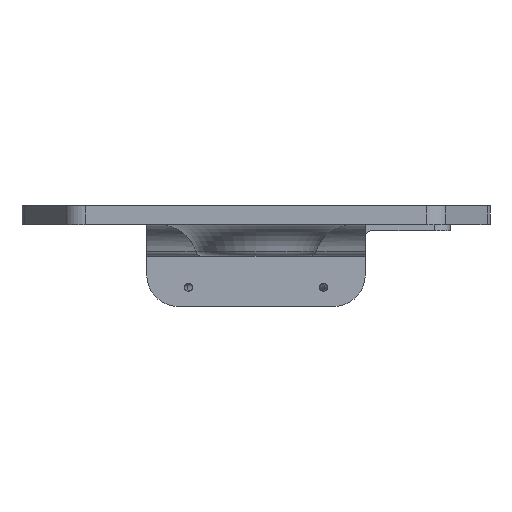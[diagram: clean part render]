
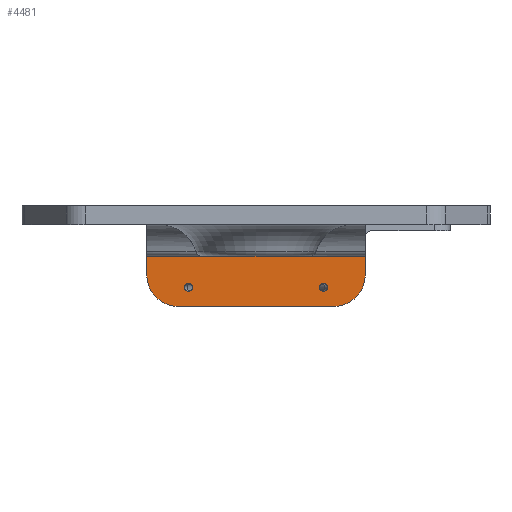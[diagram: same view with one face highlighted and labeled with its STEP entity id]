
A CAD part, front view. The second image highlights one B-rep face of the part: STEP entity #4481.
In plain terms, the highlighted planar face has unit normal (0, -1, 0).
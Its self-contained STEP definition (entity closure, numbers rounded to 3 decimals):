
#23=FACE_BOUND('',#623,.T.);
#24=FACE_BOUND('',#624,.T.);
#46=ELLIPSE('',#4920,0.648,0.625);
#47=ELLIPSE('',#4921,0.648,0.625);
#48=ELLIPSE('',#4922,0.648,0.625);
#49=ELLIPSE('',#4923,0.648,0.625);
#186=PLANE('',#4919);
#389=FACE_OUTER_BOUND('',#622,.T.);
#622=EDGE_LOOP('',(#3932,#3933,#3934,#3935,#3936,#3937));
#623=EDGE_LOOP('',(#3938,#3939));
#624=EDGE_LOOP('',(#3940,#3941));
#676=LINE('',#6355,#1076);
#1026=LINE('',#7865,#1426);
#1030=LINE('',#7883,#1430);
#1031=LINE('',#7885,#1431);
#1076=VECTOR('',#5014,1000.);
#1426=VECTOR('',#6120,1000.);
#1430=VECTOR('',#6140,1000.);
#1431=VECTOR('',#6143,1000.);
#1649=CIRCLE('',#4895,5.);
#1652=CIRCLE('',#4899,5.);
#1709=VERTEX_POINT('',#6352);
#1710=VERTEX_POINT('',#6354);
#2076=VERTEX_POINT('',#7830);
#2077=VERTEX_POINT('',#7831);
#2081=VERTEX_POINT('',#7841);
#2090=VERTEX_POINT('',#7863);
#2097=VERTEX_POINT('',#7886);
#2098=VERTEX_POINT('',#7887);
#2099=VERTEX_POINT('',#7890);
#2100=VERTEX_POINT('',#7891);
#2160=EDGE_CURVE('',#1710,#1709,#676,.T.);
#2712=EDGE_CURVE('',#2076,#2077,#1649,.T.);
#2717=EDGE_CURVE('',#2081,#1710,#1652,.T.);
#2728=EDGE_CURVE('',#2090,#1709,#1026,.T.);
#2738=EDGE_CURVE('',#2081,#2077,#1030,.T.);
#2739=EDGE_CURVE('',#2076,#2090,#1031,.T.);
#2740=EDGE_CURVE('',#2097,#2098,#46,.T.);
#2741=EDGE_CURVE('',#2098,#2097,#47,.T.);
#2742=EDGE_CURVE('',#2099,#2100,#48,.T.);
#2743=EDGE_CURVE('',#2100,#2099,#49,.T.);
#3932=ORIENTED_EDGE('',*,*,#2738,.F.);
#3933=ORIENTED_EDGE('',*,*,#2717,.T.);
#3934=ORIENTED_EDGE('',*,*,#2160,.T.);
#3935=ORIENTED_EDGE('',*,*,#2728,.F.);
#3936=ORIENTED_EDGE('',*,*,#2739,.F.);
#3937=ORIENTED_EDGE('',*,*,#2712,.T.);
#3938=ORIENTED_EDGE('',*,*,#2740,.F.);
#3939=ORIENTED_EDGE('',*,*,#2741,.F.);
#3940=ORIENTED_EDGE('',*,*,#2742,.T.);
#3941=ORIENTED_EDGE('',*,*,#2743,.T.);
#4481=ADVANCED_FACE('',(#389,#23,#24),#186,.F.);
#4895=AXIS2_PLACEMENT_3D('',#7832,#6084,#6085);
#4899=AXIS2_PLACEMENT_3D('',#7842,#6094,#6095);
#4919=AXIS2_PLACEMENT_3D('',#7884,#6141,#6142);
#4920=AXIS2_PLACEMENT_3D('',#7888,#6144,#6145);
#4921=AXIS2_PLACEMENT_3D('',#7889,#6146,#6147);
#4922=AXIS2_PLACEMENT_3D('',#7892,#6148,#6149);
#4923=AXIS2_PLACEMENT_3D('',#7893,#6150,#6151);
#5014=DIRECTION('',(0.,0.,1.));
#6084=DIRECTION('center_axis',(0.,-1.,0.));
#6085=DIRECTION('ref_axis',(0.,0.,1.));
#6094=DIRECTION('center_axis',(0.,-1.,0.));
#6095=DIRECTION('ref_axis',(0.,0.,1.));
#6120=DIRECTION('',(1.,0.,0.));
#6140=DIRECTION('',(-1.,0.,0.));
#6141=DIRECTION('center_axis',(0.,1.,0.));
#6142=DIRECTION('ref_axis',(0.,0.,1.));
#6143=DIRECTION('',(0.,0.,1.));
#6144=DIRECTION('center_axis',(0.,-1.,0.));
#6145=DIRECTION('ref_axis',(1.,0.,0.));
#6146=DIRECTION('center_axis',(0.,-1.,0.));
#6147=DIRECTION('ref_axis',(1.,0.,0.));
#6148=DIRECTION('center_axis',(0.,1.,0.));
#6149=DIRECTION('ref_axis',(1.,0.,0.));
#6150=DIRECTION('center_axis',(0.,1.,0.));
#6151=DIRECTION('ref_axis',(1.,0.,0.));
#6352=CARTESIAN_POINT('',(17.35,19.5,-41.8));
#6354=CARTESIAN_POINT('',(17.35,19.5,-44.8));
#6355=CARTESIAN_POINT('',(17.35,19.5,-49.8));
#7830=CARTESIAN_POINT('',(-17.35,19.5,-44.8));
#7831=CARTESIAN_POINT('',(-12.35,19.5,-49.8));
#7832=CARTESIAN_POINT('Origin',(-12.35,19.5,-44.8));
#7841=CARTESIAN_POINT('',(12.35,19.5,-49.8));
#7842=CARTESIAN_POINT('Origin',(12.35,19.5,-44.8));
#7863=CARTESIAN_POINT('',(-17.35,19.5,-41.8));
#7865=CARTESIAN_POINT('',(17.35,19.5,-41.8));
#7883=CARTESIAN_POINT('',(17.35,19.5,-49.8));
#7884=CARTESIAN_POINT('Origin',(17.35,19.5,-49.8));
#7885=CARTESIAN_POINT('',(-17.35,19.5,-49.8));
#7886=CARTESIAN_POINT('',(-11.364,19.5,-46.8));
#7887=CARTESIAN_POINT('',(-10.068,19.5,-46.8));
#7888=CARTESIAN_POINT('Origin',(-10.716,19.5,-46.8));
#7889=CARTESIAN_POINT('Origin',(-10.716,19.5,-46.8));
#7890=CARTESIAN_POINT('',(10.068,19.5,-46.8));
#7891=CARTESIAN_POINT('',(11.364,19.5,-46.8));
#7892=CARTESIAN_POINT('Origin',(10.716,19.5,-46.8));
#7893=CARTESIAN_POINT('Origin',(10.716,19.5,-46.8));
